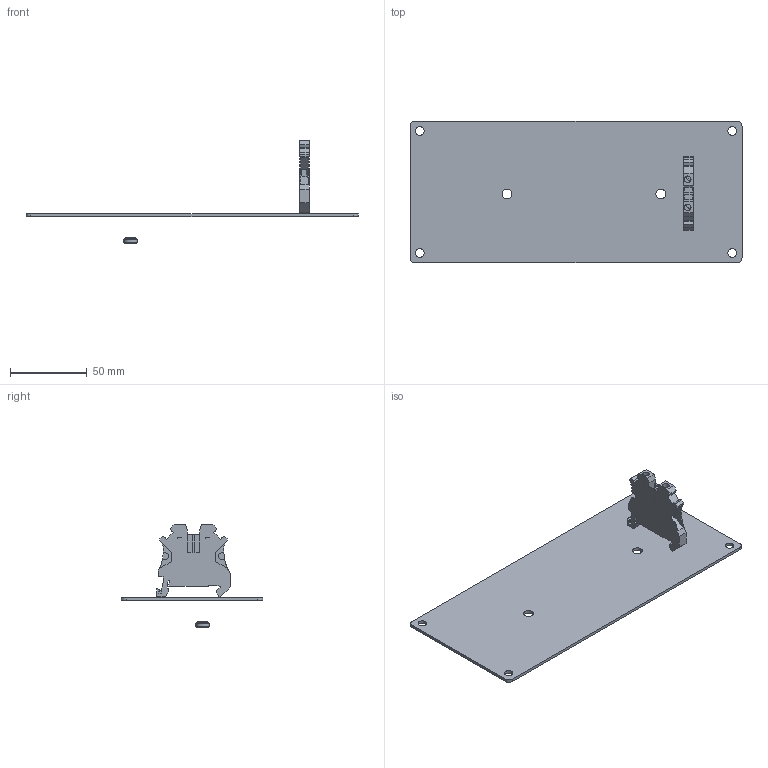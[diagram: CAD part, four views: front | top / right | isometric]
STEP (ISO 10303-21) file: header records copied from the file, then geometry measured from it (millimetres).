
FILE_DESCRIPTION(('HOOPS Exchange Step'),'2;1');
FILE_NAME('temp_export.step','2020-06-03T08:19:15-05:00',('mobile'),('Shapr3D Limited'),'HOOPS Exchange 2018.1','Shapr3D','Authorized');
FILE_SCHEMA( ('AP203_CONFIGURATION_CONTROLLED_3D_DESIGN_OF_MECHANICAL_PARTS_AND_ASSEMBLIES_MIM_LF') );
Length unit declared in the file: millimetre
Products named in the file (1): temp_export.x_b
Bounding box: 215.9 x 92.08 x 66.81 mm (x, y, z)
Volume: 46018.6 mm3; surface area: 46765.4 mm2
Topology: 3 solids, 3 shells, 208 faces, 580 edges, 386 vertices
Faces by surface type: plane 159, cylinder 37, bspline 8, cone 4
Full cylindrical faces by diameter (mm): 3.967 x1, 4.35 x2, 6.325 x1, 6.401 x2, 7.48 x1, 8.636 x1
Entity records: 6761 total; most frequent: CARTESIAN_POINT 1259, ORIENTED_EDGE 1160, DIRECTION 1093, EDGE_CURVE 580, VECTOR 461, LINE 461, VERTEX_POINT 386, AXIS2_PLACEMENT_3D 316
